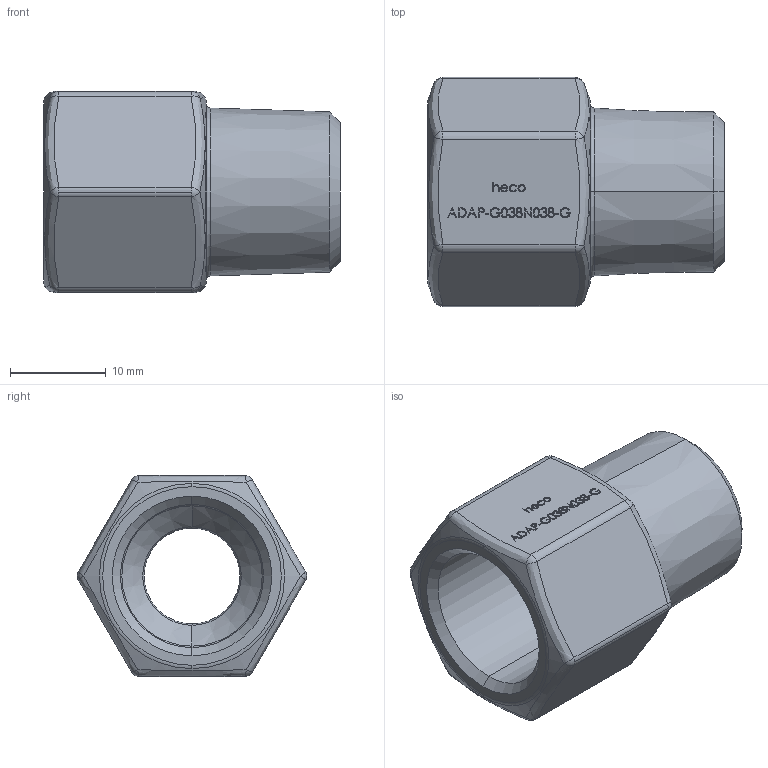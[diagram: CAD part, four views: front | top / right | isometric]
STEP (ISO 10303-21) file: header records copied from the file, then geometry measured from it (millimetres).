
FILE_DESCRIPTION (( 'STEP AP214' ), '1' );
FILE_NAME ('ADAP-G038N038-G Adapter.STEP', '2018-06-26T07:21:33', ( '' ), ( '' ), 'SwSTEP 2.0', 'SolidWorks 2016', '' );
FILE_SCHEMA (( 'AUTOMOTIVE_DESIGN' ));
Length unit declared in the file: millimetre
Products named in the file (1): ADAP-G038N038-G Adapter
Bounding box: 31 x 23.94 x 21 mm (x, y, z)
Volume: 5876.9 mm3; surface area: 3516.3 mm2
Topology: 1 solids, 1 shells, 326 faces, 826 edges, 530 vertices
Faces by surface type: bspline 158, plane 121, torus 12, cone 12, sphere 12, cylinder 11
Entity records: 21114 total; most frequent: CARTESIAN_POINT 11613, ORIENTED_EDGE 1640, DIRECTION 920, EDGE_CURVE 820, VERTEX_POINT 528, VECTOR 418, LINE 418, EDGE_LOOP 360
